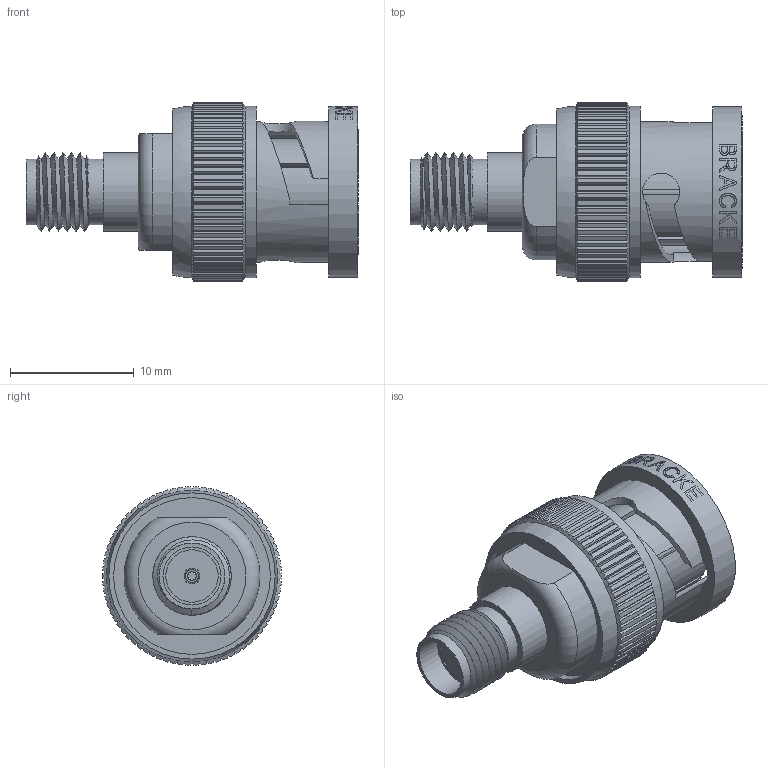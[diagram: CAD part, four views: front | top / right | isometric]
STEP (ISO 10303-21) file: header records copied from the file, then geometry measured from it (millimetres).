
FILE_DESCRIPTION(/* description */ (''),/* implementation_level */ '2;1');
FILE_NAME(/* name */ 'BM50121.step',/* time_stamp */ '2023-12-21T09:13:31-08:00',/* author */ (''),/* organization */ (''),/* preprocessor_version */ 'ST-DEVELOPER v20',/* originating_system */ 'Autodesk Translation Framework v12.14.0.127',/* authorisation */ '');
FILE_SCHEMA (('AUTOMOTIVE_DESIGN { 1 0 10303 214 3 1 1 }'));
Length unit declared in the file: inch
Products named in the file (1): (Unsaved)
Bounding box: 26.87 x 14.48 x 14.48 mm (x, y, z)
Volume: 2009.7 mm3; surface area: 2806.3 mm2
Topology: 13 solids, 13 shells, 608 faces, 1699 edges, 1131 vertices
Faces by surface type: plane 461, cylinder 129, cone 14, bspline 3, torus 1
Full cylindrical faces by diameter (mm): 0.554 x2, 0.706 x1, 0.813 x2, 1.27 x3, 1.316 x1, 1.36 x1, 1.6 x1, 1.71 x1, 2.023 x1, 2.49 x1, 4.252 x1, 4.699 x1, 4.983 x1, 5.334 x2, 6.35 x1, 7.017 x1, 10.16 x1, 11.418 x1, 12.7 x1, 13.868 x2
Entity records: 21018 total; most frequent: CARTESIAN_POINT 5551, ORIENTED_EDGE 3398, DIRECTION 3300, EDGE_CURVE 1699, AXIS2_PLACEMENT_3D 1337, VERTEX_POINT 1131, EDGE_LOOP 642, LINE 626
